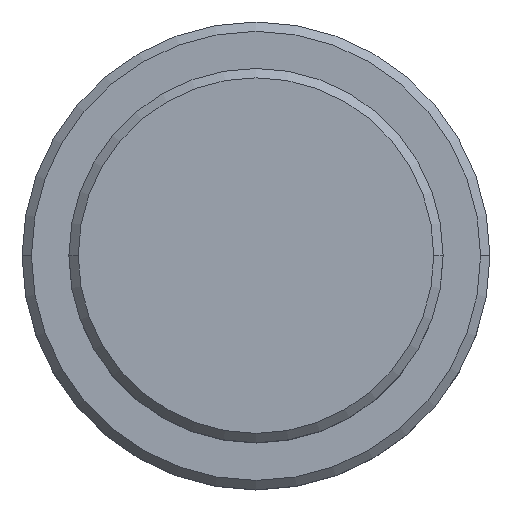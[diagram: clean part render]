
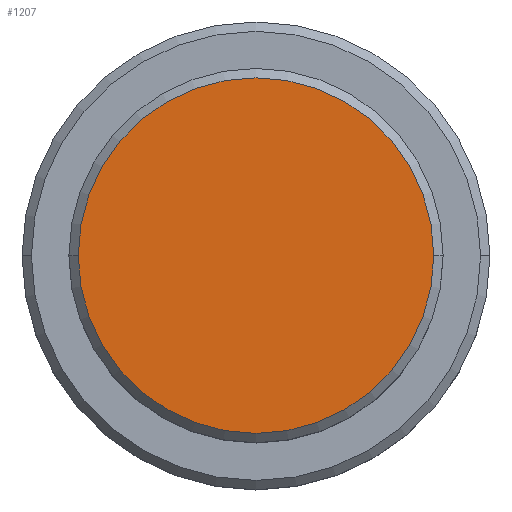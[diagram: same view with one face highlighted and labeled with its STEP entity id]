
A CAD part, top view. The second image highlights one B-rep face of the part: STEP entity #1207.
In plain terms, the highlighted planar face has unit normal (0, 0, 1).
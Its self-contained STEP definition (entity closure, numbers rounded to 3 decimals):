
#57 = DIRECTION ( 'NONE',  ( 0., 0., 1. ) ) ;
#67 = CARTESIAN_POINT ( 'NONE',  ( 0., 0., 0. ) ) ;
#82 = DIRECTION ( 'NONE',  ( 0., 0., 1. ) ) ;
#162 = PLANE ( 'NONE',  #218 ) ;
#218 = AXIS2_PLACEMENT_3D ( 'NONE', #594, #57, #493 ) ;
#299 = EDGE_LOOP ( 'NONE', ( #417, #829 ) ) ;
#316 = CARTESIAN_POINT ( 'NONE',  ( 0., 0., 0. ) ) ;
#329 = AXIS2_PLACEMENT_3D ( 'NONE', #316, #752, #1308 ) ;
#417 = ORIENTED_EDGE ( 'NONE', *, *, #605, .T. ) ;
#420 = DIRECTION ( 'NONE',  ( 1., 0., 0. ) ) ;
#453 = CIRCLE ( 'NONE', #603, 9.5 ) ;
#493 = DIRECTION ( 'NONE',  ( 1., 0., 0. ) ) ;
#594 = CARTESIAN_POINT ( 'NONE',  ( 0., 0., 0. ) ) ;
#603 = AXIS2_PLACEMENT_3D ( 'NONE', #67, #82, #420 ) ;
#605 = EDGE_CURVE ( 'NONE', #732, #943, #1127, .T. ) ;
#692 = FACE_OUTER_BOUND ( 'NONE', #299, .T. ) ;
#732 = VERTEX_POINT ( 'NONE', #947 ) ;
#752 = DIRECTION ( 'NONE',  ( 0., 0., 1. ) ) ;
#829 = ORIENTED_EDGE ( 'NONE', *, *, #907, .T. ) ;
#870 = CARTESIAN_POINT ( 'NONE',  ( 9.5, 0., 0. ) ) ;
#907 = EDGE_CURVE ( 'NONE', #943, #732, #453, .T. ) ;
#943 = VERTEX_POINT ( 'NONE', #870 ) ;
#947 = CARTESIAN_POINT ( 'NONE',  ( -9.5, 0., 0. ) ) ;
#1127 = CIRCLE ( 'NONE', #329, 9.5 ) ;
#1207 = ADVANCED_FACE ( 'NONE', ( #692 ), #162, .T. ) ;
#1308 = DIRECTION ( 'NONE',  ( 1., 0., 0. ) ) ;
